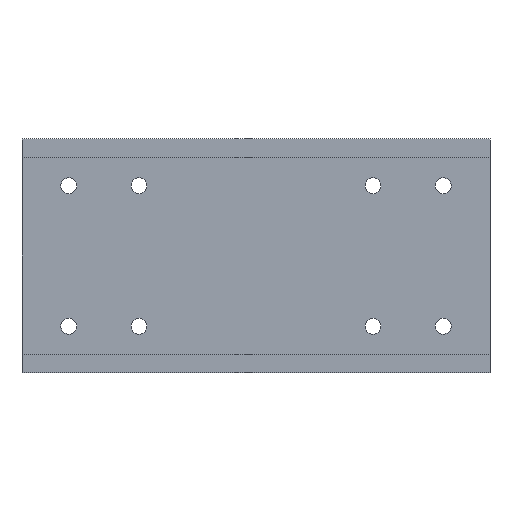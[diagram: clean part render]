
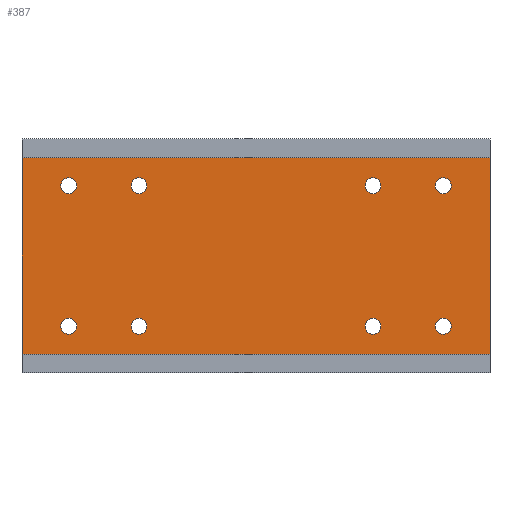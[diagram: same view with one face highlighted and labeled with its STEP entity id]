
A CAD part, left-side view. The second image highlights one B-rep face of the part: STEP entity #387.
In plain terms, the highlighted planar face has unit normal (-1, 0, 0).
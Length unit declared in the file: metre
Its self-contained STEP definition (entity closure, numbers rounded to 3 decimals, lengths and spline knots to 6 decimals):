
#36=CIRCLE('',#429,0.0017);
#37=CIRCLE('',#430,0.0017);
#38=CIRCLE('',#431,0.0017);
#39=CIRCLE('',#432,0.0017);
#40=CIRCLE('',#433,0.0017);
#41=CIRCLE('',#434,0.0017);
#42=CIRCLE('',#435,0.0017);
#43=CIRCLE('',#436,0.0017);
#100=ORIENTED_EDGE('',*,*,#172,.T.);
#101=ORIENTED_EDGE('',*,*,#173,.T.);
#102=ORIENTED_EDGE('',*,*,#174,.T.);
#103=ORIENTED_EDGE('',*,*,#175,.T.);
#104=ORIENTED_EDGE('',*,*,#176,.T.);
#105=ORIENTED_EDGE('',*,*,#177,.T.);
#106=ORIENTED_EDGE('',*,*,#178,.T.);
#107=ORIENTED_EDGE('',*,*,#179,.T.);
#108=ORIENTED_EDGE('',*,*,#163,.T.);
#109=ORIENTED_EDGE('',*,*,#180,.T.);
#110=ORIENTED_EDGE('',*,*,#155,.F.);
#111=ORIENTED_EDGE('',*,*,#171,.F.);
#155=EDGE_CURVE('',#199,#200,#229,.T.);
#163=EDGE_CURVE('',#206,#205,#237,.T.);
#171=EDGE_CURVE('',#206,#199,#245,.T.);
#172=EDGE_CURVE('',#210,#210,#36,.T.);
#173=EDGE_CURVE('',#211,#211,#37,.T.);
#174=EDGE_CURVE('',#212,#212,#38,.T.);
#175=EDGE_CURVE('',#213,#213,#39,.T.);
#176=EDGE_CURVE('',#214,#214,#40,.T.);
#177=EDGE_CURVE('',#215,#215,#41,.T.);
#178=EDGE_CURVE('',#216,#216,#42,.T.);
#179=EDGE_CURVE('',#217,#217,#43,.T.);
#180=EDGE_CURVE('',#205,#200,#246,.T.);
#199=VERTEX_POINT('',#591);
#200=VERTEX_POINT('',#593);
#205=VERTEX_POINT('',#607);
#206=VERTEX_POINT('',#609);
#210=VERTEX_POINT('',#627);
#211=VERTEX_POINT('',#629);
#212=VERTEX_POINT('',#631);
#213=VERTEX_POINT('',#633);
#214=VERTEX_POINT('',#635);
#215=VERTEX_POINT('',#637);
#216=VERTEX_POINT('',#639);
#217=VERTEX_POINT('',#641);
#229=LINE('',#592,#259);
#237=LINE('',#608,#267);
#245=LINE('',#624,#275);
#246=LINE('',#642,#276);
#259=VECTOR('',#482,1.);
#267=VECTOR('',#494,1.);
#275=VECTOR('',#510,1.);
#276=VECTOR('',#529,1.);
#295=EDGE_LOOP('',(#100));
#296=EDGE_LOOP('',(#101));
#297=EDGE_LOOP('',(#102));
#298=EDGE_LOOP('',(#103));
#299=EDGE_LOOP('',(#104));
#300=EDGE_LOOP('',(#105));
#301=EDGE_LOOP('',(#106));
#302=EDGE_LOOP('',(#107));
#303=EDGE_LOOP('',(#108,#109,#110,#111));
#339=FACE_BOUND('',#295,.T.);
#340=FACE_BOUND('',#296,.T.);
#341=FACE_BOUND('',#297,.T.);
#342=FACE_BOUND('',#298,.T.);
#343=FACE_BOUND('',#299,.T.);
#344=FACE_BOUND('',#300,.T.);
#345=FACE_BOUND('',#301,.T.);
#346=FACE_BOUND('',#302,.T.);
#347=FACE_BOUND('',#303,.T.);
#375=PLANE('',#428);
#387=ADVANCED_FACE('',(#339,#340,#341,#342,#343,#344,#345,#346,#347),#375,
 .T.);
#428=AXIS2_PLACEMENT_3D('',#625,#511,#512);
#429=AXIS2_PLACEMENT_3D('',#626,#513,#514);
#430=AXIS2_PLACEMENT_3D('',#628,#515,#516);
#431=AXIS2_PLACEMENT_3D('',#630,#517,#518);
#432=AXIS2_PLACEMENT_3D('',#632,#519,#520);
#433=AXIS2_PLACEMENT_3D('',#634,#521,#522);
#434=AXIS2_PLACEMENT_3D('',#636,#523,#524);
#435=AXIS2_PLACEMENT_3D('',#638,#525,#526);
#436=AXIS2_PLACEMENT_3D('',#640,#527,#528);
#482=DIRECTION('',(0.,0.,-1.));
#494=DIRECTION('',(0.,0.,-1.));
#510=DIRECTION('',(0.,-1.,0.));
#511=DIRECTION('',(-1.,0.,0.));
#512=DIRECTION('',(0.,0.,-1.));
#513=DIRECTION('',(1.,0.,0.));
#514=DIRECTION('',(0.,1.,0.));
#515=DIRECTION('',(1.,0.,0.));
#516=DIRECTION('',(0.,1.,0.));
#517=DIRECTION('',(1.,0.,0.));
#518=DIRECTION('',(0.,1.,0.));
#519=DIRECTION('',(1.,0.,0.));
#520=DIRECTION('',(0.,1.,0.));
#521=DIRECTION('',(1.,0.,0.));
#522=DIRECTION('',(0.,1.,0.));
#523=DIRECTION('',(1.,0.,0.));
#524=DIRECTION('',(0.,1.,0.));
#525=DIRECTION('',(1.,0.,0.));
#526=DIRECTION('',(0.,1.,0.));
#527=DIRECTION('',(1.,0.,0.));
#528=DIRECTION('',(0.,1.,0.));
#529=DIRECTION('',(0.,-1.,0.));
#591=CARTESIAN_POINT('',(0.021,-0.1,0.021));
#592=CARTESIAN_POINT('',(0.021,-0.1,0.021));
#593=CARTESIAN_POINT('',(0.021,-0.1,-0.021));
#607=CARTESIAN_POINT('',(0.021,0.,-0.021));
#608=CARTESIAN_POINT('',(0.021,0.,0.021));
#609=CARTESIAN_POINT('',(0.021,0.,0.021));
#624=CARTESIAN_POINT('',(0.021,0.,0.021));
#625=CARTESIAN_POINT('',(0.021,0.,0.021));
#626=CARTESIAN_POINT('',(0.021,-0.09,0.015));
#627=CARTESIAN_POINT('',(0.021,-0.0883,0.015));
#628=CARTESIAN_POINT('',(0.021,-0.075,-0.015));
#629=CARTESIAN_POINT('',(0.021,-0.0733,-0.015));
#630=CARTESIAN_POINT('',(0.021,-0.01,-0.015));
#631=CARTESIAN_POINT('',(0.021,-0.0083,-0.015));
#632=CARTESIAN_POINT('',(0.021,-0.01,0.015));
#633=CARTESIAN_POINT('',(0.021,-0.0083,0.015));
#634=CARTESIAN_POINT('',(0.021,-0.025,0.015));
#635=CARTESIAN_POINT('',(0.021,-0.0233,0.015));
#636=CARTESIAN_POINT('',(0.021,-0.025,-0.015));
#637=CARTESIAN_POINT('',(0.021,-0.0233,-0.015));
#638=CARTESIAN_POINT('',(0.021,-0.09,-0.015));
#639=CARTESIAN_POINT('',(0.021,-0.0883,-0.015));
#640=CARTESIAN_POINT('',(0.021,-0.075,0.015));
#641=CARTESIAN_POINT('',(0.021,-0.0733,0.015));
#642=CARTESIAN_POINT('',(0.021,0.,-0.021));
